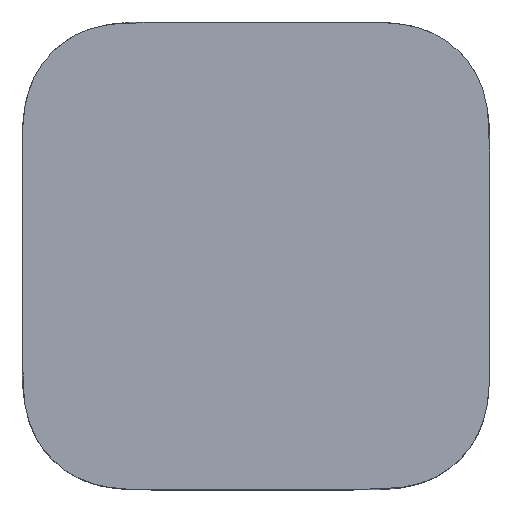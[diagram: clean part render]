
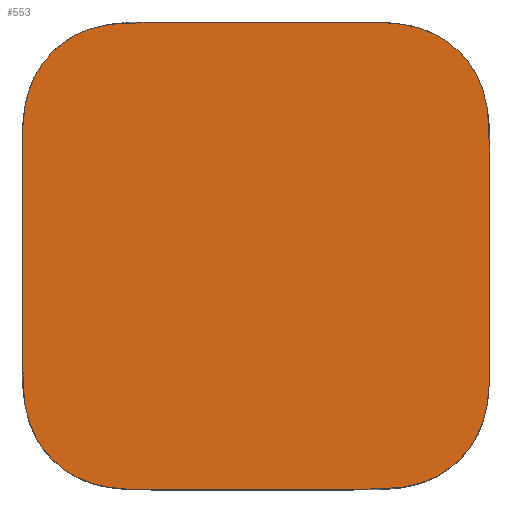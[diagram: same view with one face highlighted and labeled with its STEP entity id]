
A CAD part, top view. The second image highlights one B-rep face of the part: STEP entity #553.
In plain terms, the highlighted planar face has unit normal (0, 0, 1).
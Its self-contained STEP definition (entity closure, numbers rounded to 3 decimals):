
#24 = VERTEX_POINT('',#25);
#25 = CARTESIAN_POINT('',(0.,0.,31.));
#31 = EDGE_CURVE('',#24,#32,#34,.T.);
#32 = VERTEX_POINT('',#33);
#33 = CARTESIAN_POINT('',(27.14,25.83,31.));
#34 = B_SPLINE_CURVE_WITH_KNOTS('',3,(#35,#36,#37,#38,#39,#40,#41,#42,
    #43,#44,#45,#46,#47,#48,#49,#50,#51,#52,#53,#54,#55,#56,#57,#58,#59)
  ,.UNSPECIFIED.,.F.,.F.,(4,1,1,1,1,1,1,1,1,1,1,1,1,1,1,1,1,1,1,1,1,1,4)
  ,(0.,2.,4.,6.001,7.996,
    10.003,11.993,13.996,16.002,
    17.997,20.,21.994,23.996,
    25.992,27.995,29.99,31.989,
    33.985,35.986,37.987,39.99,
    41.991,43.991),.UNSPECIFIED.);
#35 = CARTESIAN_POINT('',(0.,0.,31.));
#36 = CARTESIAN_POINT('',(0.667,0.005,31.));
#37 = CARTESIAN_POINT('',(2.,0.008,31.));
#38 = CARTESIAN_POINT('',(4.,0.024,31.));
#39 = CARTESIAN_POINT('',(5.999,0.076,31.));
#40 = CARTESIAN_POINT('',(7.996,0.21,31.));
#41 = CARTESIAN_POINT('',(9.978,0.466,31.));
#42 = CARTESIAN_POINT('',(11.941,0.862,31.));
#43 = CARTESIAN_POINT('',(13.861,1.431,31.));
#44 = CARTESIAN_POINT('',(15.723,2.174,31.));
#45 = CARTESIAN_POINT('',(17.489,3.123,31.));
#46 = CARTESIAN_POINT('',(19.149,4.241,31.));
#47 = CARTESIAN_POINT('',(20.685,5.526,31.));
#48 = CARTESIAN_POINT('',(22.078,6.964,31.));
#49 = CARTESIAN_POINT('',(23.298,8.554,31.));
#50 = CARTESIAN_POINT('',(24.357,10.251,31.));
#51 = CARTESIAN_POINT('',(25.248,12.046,31.));
#52 = CARTESIAN_POINT('',(25.916,13.931,31.));
#53 = CARTESIAN_POINT('',(26.428,15.865,31.));
#54 = CARTESIAN_POINT('',(26.774,17.837,31.));
#55 = CARTESIAN_POINT('',(26.977,19.829,31.));
#56 = CARTESIAN_POINT('',(27.079,21.829,31.));
#57 = CARTESIAN_POINT('',(27.125,23.83,31.));
#58 = CARTESIAN_POINT('',(27.135,25.163,31.));
#59 = CARTESIAN_POINT('',(27.14,25.83,31.));
#130 = EDGE_CURVE('',#24,#131,#133,.T.);
#131 = VERTEX_POINT('',#132);
#132 = CARTESIAN_POINT('',(-40.27,0.,31.));
#133 = LINE('',#134,#135);
#134 = CARTESIAN_POINT('',(0.,0.,31.));
#135 = VECTOR('',#136,1.);
#136 = DIRECTION('',(-1.,0.,0.));
#163 = VERTEX_POINT('',#164);
#164 = CARTESIAN_POINT('',(-66.1,27.14,31.));
#170 = EDGE_CURVE('',#163,#131,#171,.T.);
#171 = B_SPLINE_CURVE_WITH_KNOTS('',3,(#172,#173,#174,#175,#176,#177,
    #178,#179,#180,#181,#182,#183,#184,#185,#186,#187,#188,#189,#190,
    #191,#192,#193,#194,#195,#196),.UNSPECIFIED.,.F.,.F.,(4,1,1,1,1,1,1,
    1,1,1,1,1,1,1,1,1,1,1,1,1,1,1,4),(0.,2.,4.,
    6.001,7.996,10.003,11.993,
    13.996,16.002,17.997,20.,
    21.994,23.996,25.992,27.995,
    29.99,31.989,33.985,35.986,
    37.987,39.99,41.991,43.991),
  .UNSPECIFIED.);
#172 = CARTESIAN_POINT('',(-66.1,27.14,31.));
#173 = CARTESIAN_POINT('',(-66.095,26.473,31.));
#174 = CARTESIAN_POINT('',(-66.092,25.14,31.));
#175 = CARTESIAN_POINT('',(-66.076,23.14,31.));
#176 = CARTESIAN_POINT('',(-66.024,21.141,31.));
#177 = CARTESIAN_POINT('',(-65.89,19.144,31.));
#178 = CARTESIAN_POINT('',(-65.634,17.162,31.));
#179 = CARTESIAN_POINT('',(-65.238,15.199,31.));
#180 = CARTESIAN_POINT('',(-64.669,13.279,31.));
#181 = CARTESIAN_POINT('',(-63.926,11.417,31.));
#182 = CARTESIAN_POINT('',(-62.977,9.651,31.));
#183 = CARTESIAN_POINT('',(-61.859,7.991,31.));
#184 = CARTESIAN_POINT('',(-60.574,6.455,31.));
#185 = CARTESIAN_POINT('',(-59.136,5.062,31.));
#186 = CARTESIAN_POINT('',(-57.546,3.842,31.));
#187 = CARTESIAN_POINT('',(-55.849,2.783,31.));
#188 = CARTESIAN_POINT('',(-54.054,1.892,31.));
#189 = CARTESIAN_POINT('',(-52.169,1.224,31.));
#190 = CARTESIAN_POINT('',(-50.235,0.712,31.));
#191 = CARTESIAN_POINT('',(-48.263,0.366,31.));
#192 = CARTESIAN_POINT('',(-46.271,0.163,31.));
#193 = CARTESIAN_POINT('',(-44.271,0.061,31.));
#194 = CARTESIAN_POINT('',(-42.27,0.015,31.));
#195 = CARTESIAN_POINT('',(-40.937,0.005,31.));
#196 = CARTESIAN_POINT('',(-40.27,0.,31.));
#260 = EDGE_CURVE('',#163,#261,#263,.T.);
#261 = VERTEX_POINT('',#262);
#262 = CARTESIAN_POINT('',(-66.1,67.41,31.));
#263 = LINE('',#264,#265);
#264 = CARTESIAN_POINT('',(-66.1,27.14,31.));
#265 = VECTOR('',#266,1.);
#266 = DIRECTION('',(0.,1.,0.));
#293 = VERTEX_POINT('',#294);
#294 = CARTESIAN_POINT('',(-38.96,93.24,31.));
#300 = EDGE_CURVE('',#293,#261,#301,.T.);
#301 = B_SPLINE_CURVE_WITH_KNOTS('',3,(#302,#303,#304,#305,#306,#307,
    #308,#309,#310,#311,#312,#313,#314,#315,#316,#317,#318,#319,#320,
    #321,#322,#323,#324,#325,#326),.UNSPECIFIED.,.F.,.F.,(4,1,1,1,1,1,1,
    1,1,1,1,1,1,1,1,1,1,1,1,1,1,1,4),(0.,2.,4.,
    6.001,7.996,10.003,11.993,
    13.996,16.002,17.997,20.,
    21.994,23.996,25.992,27.995,
    29.99,31.989,33.985,35.986,
    37.987,39.99,41.991,43.991),
  .UNSPECIFIED.);
#302 = CARTESIAN_POINT('',(-38.96,93.24,31.));
#303 = CARTESIAN_POINT('',(-39.627,93.235,31.));
#304 = CARTESIAN_POINT('',(-40.96,93.232,31.));
#305 = CARTESIAN_POINT('',(-42.96,93.216,31.));
#306 = CARTESIAN_POINT('',(-44.959,93.164,31.));
#307 = CARTESIAN_POINT('',(-46.956,93.03,31.));
#308 = CARTESIAN_POINT('',(-48.938,92.774,31.));
#309 = CARTESIAN_POINT('',(-50.901,92.378,31.));
#310 = CARTESIAN_POINT('',(-52.821,91.809,31.));
#311 = CARTESIAN_POINT('',(-54.683,91.066,31.));
#312 = CARTESIAN_POINT('',(-56.449,90.117,31.));
#313 = CARTESIAN_POINT('',(-58.109,88.999,31.));
#314 = CARTESIAN_POINT('',(-59.645,87.714,31.));
#315 = CARTESIAN_POINT('',(-61.038,86.276,31.));
#316 = CARTESIAN_POINT('',(-62.258,84.686,31.));
#317 = CARTESIAN_POINT('',(-63.317,82.989,31.));
#318 = CARTESIAN_POINT('',(-64.208,81.194,31.));
#319 = CARTESIAN_POINT('',(-64.876,79.309,31.));
#320 = CARTESIAN_POINT('',(-65.388,77.375,31.));
#321 = CARTESIAN_POINT('',(-65.734,75.403,31.));
#322 = CARTESIAN_POINT('',(-65.937,73.411,31.));
#323 = CARTESIAN_POINT('',(-66.039,71.411,31.));
#324 = CARTESIAN_POINT('',(-66.085,69.41,31.));
#325 = CARTESIAN_POINT('',(-66.095,68.077,31.));
#326 = CARTESIAN_POINT('',(-66.1,67.41,31.));
#390 = EDGE_CURVE('',#293,#391,#393,.T.);
#391 = VERTEX_POINT('',#392);
#392 = CARTESIAN_POINT('',(1.31,93.24,31.));
#393 = LINE('',#394,#395);
#394 = CARTESIAN_POINT('',(-38.96,93.24,31.));
#395 = VECTOR('',#396,1.);
#396 = DIRECTION('',(1.,0.,0.));
#423 = VERTEX_POINT('',#424);
#424 = CARTESIAN_POINT('',(27.14,66.1,31.));
#430 = EDGE_CURVE('',#423,#391,#431,.T.);
#431 = B_SPLINE_CURVE_WITH_KNOTS('',3,(#432,#433,#434,#435,#436,#437,
    #438,#439,#440,#441,#442,#443,#444,#445,#446,#447,#448,#449,#450,
    #451,#452,#453,#454,#455,#456),.UNSPECIFIED.,.F.,.F.,(4,1,1,1,1,1,1,
    1,1,1,1,1,1,1,1,1,1,1,1,1,1,1,4),(0.,2.,4.,
    6.001,7.996,10.003,11.993,
    13.996,16.002,17.997,20.,
    21.994,23.996,25.992,27.995,
    29.99,31.989,33.985,35.986,
    37.987,39.99,41.991,43.991),
  .UNSPECIFIED.);
#432 = CARTESIAN_POINT('',(27.14,66.1,31.));
#433 = CARTESIAN_POINT('',(27.135,66.767,31.));
#434 = CARTESIAN_POINT('',(27.132,68.1,31.));
#435 = CARTESIAN_POINT('',(27.116,70.1,31.));
#436 = CARTESIAN_POINT('',(27.064,72.099,31.));
#437 = CARTESIAN_POINT('',(26.93,74.096,31.));
#438 = CARTESIAN_POINT('',(26.674,76.078,31.));
#439 = CARTESIAN_POINT('',(26.278,78.041,31.));
#440 = CARTESIAN_POINT('',(25.709,79.961,31.));
#441 = CARTESIAN_POINT('',(24.966,81.823,31.));
#442 = CARTESIAN_POINT('',(24.017,83.589,31.));
#443 = CARTESIAN_POINT('',(22.899,85.249,31.));
#444 = CARTESIAN_POINT('',(21.614,86.785,31.));
#445 = CARTESIAN_POINT('',(20.176,88.178,31.));
#446 = CARTESIAN_POINT('',(18.586,89.398,31.));
#447 = CARTESIAN_POINT('',(16.889,90.457,31.));
#448 = CARTESIAN_POINT('',(15.094,91.348,31.));
#449 = CARTESIAN_POINT('',(13.209,92.016,31.));
#450 = CARTESIAN_POINT('',(11.275,92.528,31.));
#451 = CARTESIAN_POINT('',(9.303,92.874,31.));
#452 = CARTESIAN_POINT('',(7.311,93.077,31.));
#453 = CARTESIAN_POINT('',(5.311,93.179,31.));
#454 = CARTESIAN_POINT('',(3.31,93.225,31.));
#455 = CARTESIAN_POINT('',(1.977,93.235,31.));
#456 = CARTESIAN_POINT('',(1.31,93.24,31.));
#520 = EDGE_CURVE('',#423,#32,#521,.T.);
#521 = LINE('',#522,#523);
#522 = CARTESIAN_POINT('',(27.14,66.1,31.));
#523 = VECTOR('',#524,1.);
#524 = DIRECTION('',(0.,-1.,0.));
#553 = ADVANCED_FACE('',(#554),#564,.T.);
#554 = FACE_BOUND('',#555,.T.);
#555 = EDGE_LOOP('',(#556,#557,#558,#559,#560,#561,#562,#563));
#556 = ORIENTED_EDGE('',*,*,#31,.T.);
#557 = ORIENTED_EDGE('',*,*,#520,.F.);
#558 = ORIENTED_EDGE('',*,*,#430,.T.);
#559 = ORIENTED_EDGE('',*,*,#390,.F.);
#560 = ORIENTED_EDGE('',*,*,#300,.T.);
#561 = ORIENTED_EDGE('',*,*,#260,.F.);
#562 = ORIENTED_EDGE('',*,*,#170,.T.);
#563 = ORIENTED_EDGE('',*,*,#130,.F.);
#564 = PLANE('',#565);
#565 = AXIS2_PLACEMENT_3D('',#566,#567,#568);
#566 = CARTESIAN_POINT('',(-19.48,46.62,31.));
#567 = DIRECTION('',(0.,0.,1.));
#568 = DIRECTION('',(1.,0.,-0.));
